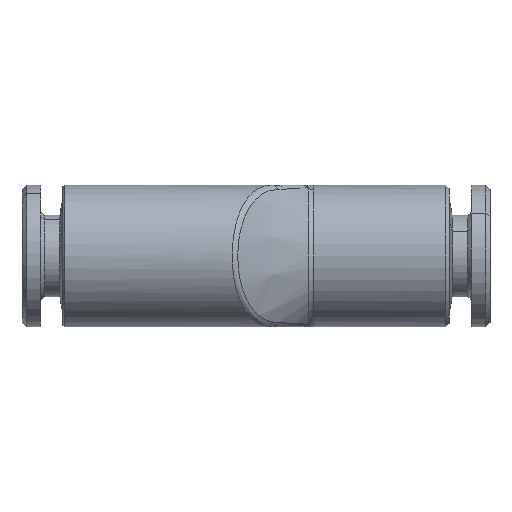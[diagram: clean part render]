
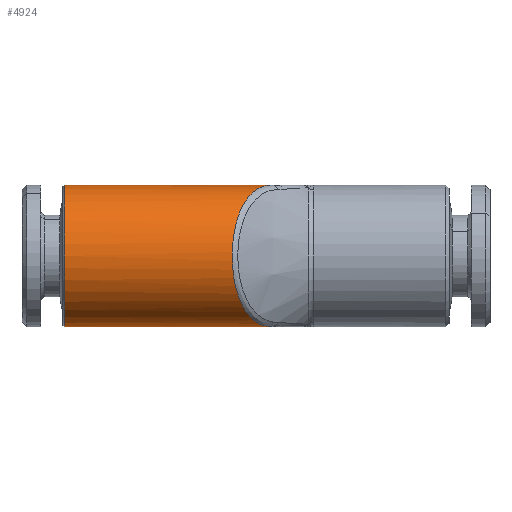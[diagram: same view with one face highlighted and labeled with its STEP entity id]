
A CAD part, left-side view. The second image highlights one B-rep face of the part: STEP entity #4924.
In plain terms, the highlighted cylindrical face has radius 4.5 mm (diameter 9 mm), a partial arc.
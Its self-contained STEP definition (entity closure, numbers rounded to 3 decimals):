
#1791 = CARTESIAN_POINT ( 'NONE',  ( -4.75, 25.4, 4.5 ) ) ;
#1825 = CARTESIAN_POINT ( 'NONE',  ( -4.75, 18.5, 4.5 ) ) ;
#1826 = LINE ( 'NONE', #1825, #1838 ) ;
#1837 = DIRECTION ( 'NONE',  ( 0., -1., 0. ) ) ;
#1838 = VECTOR ( 'NONE', #1837, 1000. ) ;
#1966 = CARTESIAN_POINT ( 'NONE',  ( -9.185, 14.726, 0.776 ) ) ;
#1967 = CARTESIAN_POINT ( 'NONE',  ( -9.21, 14.738, 0.617 ) ) ;
#1968 = CARTESIAN_POINT ( 'NONE',  ( -9.079, 14.674, -1.27 ) ) ;
#1969 = CARTESIAN_POINT ( 'NONE',  ( -8.98, 14.626, -1.566 ) ) ;
#1970 = CARTESIAN_POINT ( 'NONE',  ( -9.243, 14.754, 0.301 ) ) ;
#1971 = CARTESIAN_POINT ( 'NONE',  ( -8.211, 14.241, -2.892 ) ) ;
#1972 = CARTESIAN_POINT ( 'NONE',  ( -8.012, 14.138, -3.115 ) ) ;
#1973 = CARTESIAN_POINT ( 'NONE',  ( -9.213, 14.74, -0.653 ) ) ;
#1974 = B_SPLINE_CURVE_WITH_KNOTS ( 'NONE', 3,
 ( #2009, #1980, #1998, #1978, #1975, #1972, #1971, #2012, #1999, #1992, #1991, #1969, #1968, #1973, #2011, #2010, #1970, #1967, #1966, #1979, #1985, #1984, #1977, #1976, #2007, #2006, #1995, #1994, #1993, #1983, #1982, #1981, #1997, #1996 ),
 .UNSPECIFIED., .F., .F.,
 ( 4, 2, 2, 2, 2, 2, 2, 2, 2, 2, 2, 2, 2, 2, 2, 2, 4 ),
 ( 0., 0.002, 0.004, 0.005, 0.005, 0.006, 0.007, 0.008, 0.008, 0.009, 0.009, 0.01, 0.01, 0.011, 0.012, 0.013, 0.015 ),
 .UNSPECIFIED. ) ;
#1975 = CARTESIAN_POINT ( 'NONE',  ( -7.353, 13.791, -3.719 ) ) ;
#1976 = CARTESIAN_POINT ( 'NONE',  ( -8.574, 14.425, 2.378 ) ) ;
#1977 = CARTESIAN_POINT ( 'NONE',  ( -8.728, 14.502, 2.109 ) ) ;
#1978 = CARTESIAN_POINT ( 'NONE',  ( -6.856, 13.52, -4.016 ) ) ;
#1979 = CARTESIAN_POINT ( 'NONE',  ( -9.087, 14.678, 1.243 ) ) ;
#1980 = CARTESIAN_POINT ( 'NONE',  ( -5.279, 12.576, -4.5 ) ) ;
#1981 = CARTESIAN_POINT ( 'NONE',  ( -5.823, 12.915, 4.405 ) ) ;
#1982 = CARTESIAN_POINT ( 'NONE',  ( -6.603, 13.371, 4.11 ) ) ;
#1983 = CARTESIAN_POINT ( 'NONE',  ( -6.86, 13.517, 3.985 ) ) ;
#1984 = CARTESIAN_POINT ( 'NONE',  ( -8.799, 14.537, 1.969 ) ) ;
#1985 = CARTESIAN_POINT ( 'NONE',  ( -8.99, 14.631, 1.541 ) ) ;
#1991 = CARTESIAN_POINT ( 'NONE',  ( -8.788, 14.531, -1.992 ) ) ;
#1992 = CARTESIAN_POINT ( 'NONE',  ( -8.716, 14.495, -2.132 ) ) ;
#1993 = CARTESIAN_POINT ( 'NONE',  ( -7.352, 13.789, 3.683 ) ) ;
#1994 = CARTESIAN_POINT ( 'NONE',  ( -7.585, 13.914, 3.507 ) ) ;
#1995 = CARTESIAN_POINT ( 'NONE',  ( -8.021, 14.143, 3.105 ) ) ;
#1996 = CARTESIAN_POINT ( 'NONE',  ( -4.75, 12.217, 4.5 ) ) ;
#1997 = CARTESIAN_POINT ( 'NONE',  ( -5.28, 12.577, 4.5 ) ) ;
#1998 = CARTESIAN_POINT ( 'NONE',  ( -5.809, 12.906, -4.409 ) ) ;
#1999 = CARTESIAN_POINT ( 'NONE',  ( -8.561, 14.418, -2.399 ) ) ;
#2006 = CARTESIAN_POINT ( 'NONE',  ( -8.224, 14.248, 2.876 ) ) ;
#2007 = CARTESIAN_POINT ( 'NONE',  ( -8.491, 14.383, 2.506 ) ) ;
#2009 = CARTESIAN_POINT ( 'NONE',  ( -4.75, 12.217, -4.5 ) ) ;
#2010 = CARTESIAN_POINT ( 'NONE',  ( -9.251, 14.757, 0.143 ) ) ;
#2011 = CARTESIAN_POINT ( 'NONE',  ( -9.249, 14.757, -0.332 ) ) ;
#2012 = CARTESIAN_POINT ( 'NONE',  ( -8.477, 14.376, -2.526 ) ) ;
#3212 = CARTESIAN_POINT ( 'NONE',  ( -4.75, 18.5, 0. ) ) ;
#3213 = AXIS2_PLACEMENT_3D ( 'NONE', #3212, #3218, #3217 ) ;
#3217 = DIRECTION ( 'NONE',  ( 0., 0., -1. ) ) ;
#3218 = DIRECTION ( 'NONE',  ( 0., -1., 0. ) ) ;
#3219 = CYLINDRICAL_SURFACE ( 'NONE', #3213, 4.5 ) ;
#3313 = AXIS2_PLACEMENT_3D ( 'NONE', #3335, #3333, #3328 ) ;
#3314 = CARTESIAN_POINT ( 'NONE',  ( -4.75, 18.5, 4.5 ) ) ;
#3316 = LINE ( 'NONE', #3314, #3364 ) ;
#3328 = DIRECTION ( 'NONE',  ( 0., 0., -1. ) ) ;
#3333 = DIRECTION ( 'NONE',  ( 0., 1., 0. ) ) ;
#3334 = VECTOR ( 'NONE', #3348, 1000. ) ;
#3335 = CARTESIAN_POINT ( 'NONE',  ( -4.75, 25.4, 0. ) ) ;
#3346 = CIRCLE ( 'NONE', #3313, 4.5 ) ;
#3348 = DIRECTION ( 'NONE',  ( 0., -1., 0. ) ) ;
#3349 = CARTESIAN_POINT ( 'NONE',  ( -4.75, 18.5, -4.5 ) ) ;
#3350 = LINE ( 'NONE', #3349, #3334 ) ;
#3363 = DIRECTION ( 'NONE',  ( 0., -1., 0. ) ) ;
#3364 = VECTOR ( 'NONE', #3363, 1000. ) ;
#3374 = FACE_OUTER_BOUND ( 'NONE', #4818, .T. ) ;
#3375 = CARTESIAN_POINT ( 'NONE',  ( -4.75, 17.057, 4.5 ) ) ;
#3379 = CARTESIAN_POINT ( 'NONE',  ( -4.75, 17.057, -4.5 ) ) ;
#3380 = VECTOR ( 'NONE', #3386, 1000. ) ;
#3381 = CARTESIAN_POINT ( 'NONE',  ( -4.75, 12.217, -4.5 ) ) ;
#3382 = CARTESIAN_POINT ( 'NONE',  ( -4.75, 25.4, -4.5 ) ) ;
#3386 = DIRECTION ( 'NONE',  ( 0., -1., 0. ) ) ;
#3394 = CARTESIAN_POINT ( 'NONE',  ( -4.75, 18.5, -4.5 ) ) ;
#3399 = LINE ( 'NONE', #3394, #3380 ) ;
#3464 = CARTESIAN_POINT ( 'NONE',  ( -4.75, 12.217, 4.5 ) ) ;
#4493 = VERTEX_POINT ( 'NONE', #1791 ) ;
#4533 = EDGE_CURVE ( 'NONE', #4922, #4968, #1826, .T. ) ;
#4566 = ORIENTED_EDGE ( 'NONE', *, *, #4568, .T. ) ;
#4568 = EDGE_CURVE ( 'NONE', #4937, #4968, #1974, .T. ) ;
#4569 = ORIENTED_EDGE ( 'NONE', *, *, #4533, .F. ) ;
#4818 = EDGE_LOOP ( 'NONE', ( #4925, #4882, #4873, #4935, #4566, #4569 ) ) ;
#4872 = EDGE_CURVE ( 'NONE', #4927, #4936, #3350, .T. ) ;
#4873 = ORIENTED_EDGE ( 'NONE', *, *, #4872, .T. ) ;
#4881 = EDGE_CURVE ( 'NONE', #4927, #4493, #3346, .T. ) ;
#4882 = ORIENTED_EDGE ( 'NONE', *, *, #4881, .F. ) ;
#4885 = EDGE_CURVE ( 'NONE', #4493, #4922, #3316, .T. ) ;
#4922 = VERTEX_POINT ( 'NONE', #3375 ) ;
#4924 = ADVANCED_FACE ( 'NONE', ( #3374 ), #3219, .T. ) ;
#4925 = ORIENTED_EDGE ( 'NONE', *, *, #4885, .F. ) ;
#4927 = VERTEX_POINT ( 'NONE', #3382 ) ;
#4934 = EDGE_CURVE ( 'NONE', #4936, #4937, #3399, .T. ) ;
#4935 = ORIENTED_EDGE ( 'NONE', *, *, #4934, .T. ) ;
#4936 = VERTEX_POINT ( 'NONE', #3379 ) ;
#4937 = VERTEX_POINT ( 'NONE', #3381 ) ;
#4968 = VERTEX_POINT ( 'NONE', #3464 ) ;
